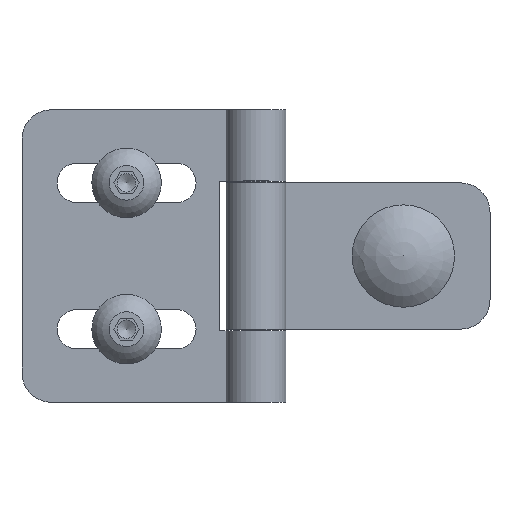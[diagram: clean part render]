
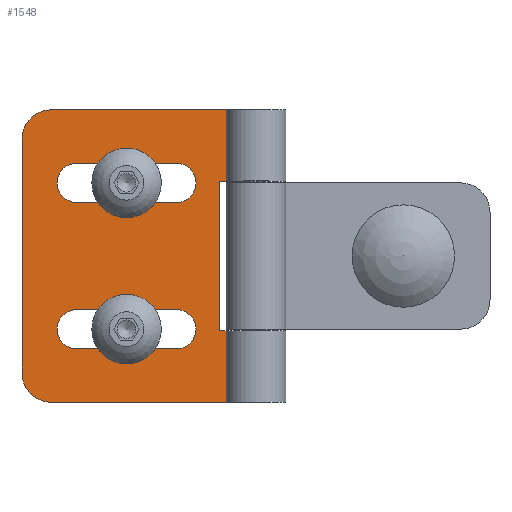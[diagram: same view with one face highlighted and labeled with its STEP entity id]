
A CAD part, top view. The second image highlights one B-rep face of the part: STEP entity #1548.
In plain terms, the highlighted face is planar.
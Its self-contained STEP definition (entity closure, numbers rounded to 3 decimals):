
#106=LINE('',#2609,#224);
#107=LINE('',#2613,#225);
#108=LINE('',#2617,#226);
#109=LINE('',#2621,#227);
#110=LINE('',#2622,#228);
#111=LINE('',#2625,#229);
#112=LINE('',#2627,#230);
#113=LINE('',#2631,#231);
#114=LINE('',#2635,#232);
#115=LINE('',#2637,#233);
#116=LINE('',#2639,#234);
#117=LINE('',#2641,#235);
#224=VECTOR('',#2094,1000.);
#225=VECTOR('',#2097,1000.);
#226=VECTOR('',#2100,1000.);
#227=VECTOR('',#2103,1000.);
#228=VECTOR('',#2104,1000.);
#229=VECTOR('',#2105,1000.);
#230=VECTOR('',#2106,1000.);
#231=VECTOR('',#2109,1000.);
#232=VECTOR('',#2112,1000.);
#233=VECTOR('',#2113,1000.);
#234=VECTOR('',#2114,1000.);
#235=VECTOR('',#2115,1000.);
#604=ORIENTED_EDGE('',*,*,#885,.F.);
#605=ORIENTED_EDGE('',*,*,#886,.F.);
#606=ORIENTED_EDGE('',*,*,#887,.F.);
#607=ORIENTED_EDGE('',*,*,#888,.F.);
#608=ORIENTED_EDGE('',*,*,#889,.F.);
#609=ORIENTED_EDGE('',*,*,#890,.F.);
#610=ORIENTED_EDGE('',*,*,#891,.F.);
#611=ORIENTED_EDGE('',*,*,#892,.F.);
#612=ORIENTED_EDGE('',*,*,#893,.F.);
#613=ORIENTED_EDGE('',*,*,#894,.T.);
#614=ORIENTED_EDGE('',*,*,#895,.T.);
#615=ORIENTED_EDGE('',*,*,#896,.T.);
#616=ORIENTED_EDGE('',*,*,#897,.F.);
#617=ORIENTED_EDGE('',*,*,#898,.T.);
#618=ORIENTED_EDGE('',*,*,#899,.F.);
#619=ORIENTED_EDGE('',*,*,#900,.T.);
#620=ORIENTED_EDGE('',*,*,#901,.F.);
#621=ORIENTED_EDGE('',*,*,#902,.F.);
#885=EDGE_CURVE('',#1051,#1052,#1144,.T.);
#886=EDGE_CURVE('',#1053,#1051,#106,.T.);
#887=EDGE_CURVE('',#1054,#1053,#1145,.T.);
#888=EDGE_CURVE('',#1052,#1054,#107,.T.);
#889=EDGE_CURVE('',#1055,#1056,#1146,.T.);
#890=EDGE_CURVE('',#1057,#1055,#108,.T.);
#891=EDGE_CURVE('',#1058,#1057,#1147,.T.);
#892=EDGE_CURVE('',#1056,#1058,#109,.T.);
#893=EDGE_CURVE('',#1059,#1060,#110,.T.);
#894=EDGE_CURVE('',#1059,#1061,#111,.T.);
#895=EDGE_CURVE('',#1061,#1062,#112,.T.);
#896=EDGE_CURVE('',#1062,#1063,#1148,.T.);
#897=EDGE_CURVE('',#1064,#1063,#113,.T.);
#898=EDGE_CURVE('',#1064,#1065,#1149,.T.);
#899=EDGE_CURVE('',#1066,#1065,#114,.T.);
#900=EDGE_CURVE('',#1066,#1067,#115,.T.);
#901=EDGE_CURVE('',#1068,#1067,#116,.T.);
#902=EDGE_CURVE('',#1060,#1068,#117,.T.);
#1051=VERTEX_POINT('',#2607);
#1052=VERTEX_POINT('',#2608);
#1053=VERTEX_POINT('',#2610);
#1054=VERTEX_POINT('',#2612);
#1055=VERTEX_POINT('',#2615);
#1056=VERTEX_POINT('',#2616);
#1057=VERTEX_POINT('',#2618);
#1058=VERTEX_POINT('',#2620);
#1059=VERTEX_POINT('',#2623);
#1060=VERTEX_POINT('',#2624);
#1061=VERTEX_POINT('',#2626);
#1062=VERTEX_POINT('',#2628);
#1063=VERTEX_POINT('',#2630);
#1064=VERTEX_POINT('',#2632);
#1065=VERTEX_POINT('',#2634);
#1066=VERTEX_POINT('',#2636);
#1067=VERTEX_POINT('',#2638);
#1068=VERTEX_POINT('',#2640);
#1144=CIRCLE('',#1752,2.7);
#1145=CIRCLE('',#1753,2.7);
#1146=CIRCLE('',#1754,2.7);
#1147=CIRCLE('',#1755,2.7);
#1148=CIRCLE('',#1756,4.);
#1149=CIRCLE('',#1757,4.);
#1258=EDGE_LOOP('',(#604,#605,#606,#607));
#1259=EDGE_LOOP('',(#608,#609,#610,#611));
#1260=EDGE_LOOP('',(#612,#613,#614,#615,#616,#617,#618,#619,#620,#621));
#1389=FACE_BOUND('',#1258,.T.);
#1390=FACE_BOUND('',#1259,.T.);
#1391=FACE_BOUND('',#1260,.T.);
#1462=PLANE('',#1751);
#1548=ADVANCED_FACE('',(#1389,#1390,#1391),#1462,.F.);
#1751=AXIS2_PLACEMENT_3D('',#2605,#2090,#2091);
#1752=AXIS2_PLACEMENT_3D('',#2606,#2092,#2093);
#1753=AXIS2_PLACEMENT_3D('',#2611,#2095,#2096);
#1754=AXIS2_PLACEMENT_3D('',#2614,#2098,#2099);
#1755=AXIS2_PLACEMENT_3D('',#2619,#2101,#2102);
#1756=AXIS2_PLACEMENT_3D('',#2629,#2107,#2108);
#1757=AXIS2_PLACEMENT_3D('',#2633,#2110,#2111);
#2090=DIRECTION('',(0.,-1.,0.));
#2091=DIRECTION('',(0.,0.,-1.));
#2092=DIRECTION('',(0.,1.,0.));
#2093=DIRECTION('',(1.,0.,0.));
#2094=DIRECTION('',(-1.,0.,0.));
#2095=DIRECTION('',(0.,1.,0.));
#2096=DIRECTION('',(1.,0.,0.));
#2097=DIRECTION('',(1.,0.,0.));
#2098=DIRECTION('',(0.,1.,0.));
#2099=DIRECTION('',(1.,0.,0.));
#2100=DIRECTION('',(-1.,0.,0.));
#2101=DIRECTION('',(0.,1.,0.));
#2102=DIRECTION('',(1.,0.,0.));
#2103=DIRECTION('',(1.,0.,0.));
#2104=DIRECTION('',(-1.,0.,0.));
#2105=DIRECTION('',(0.,0.,-1.));
#2106=DIRECTION('',(-1.,0.,0.));
#2107=DIRECTION('',(0.,1.,0.));
#2108=DIRECTION('',(1.,0.,0.));
#2109=DIRECTION('',(0.,0.,-1.));
#2110=DIRECTION('',(0.,1.,0.));
#2111=DIRECTION('',(1.,0.,0.));
#2112=DIRECTION('',(-1.,0.,0.));
#2113=DIRECTION('',(0.,0.,-1.));
#2114=DIRECTION('',(1.,0.,0.));
#2115=DIRECTION('',(0.,0.,1.));
#2605=CARTESIAN_POINT('',(-4.1,-2.,20.));
#2606=CARTESIAN_POINT('',(-24.5,-2.,-10.));
#2607=CARTESIAN_POINT('',(-24.5,-2.,-12.7));
#2608=CARTESIAN_POINT('',(-24.5,-2.,-7.3));
#2609=CARTESIAN_POINT('',(-10.9,-2.,-12.7));
#2610=CARTESIAN_POINT('',(-10.9,-2.,-12.7));
#2611=CARTESIAN_POINT('',(-10.9,-2.,-10.));
#2612=CARTESIAN_POINT('',(-10.9,-2.,-7.3));
#2613=CARTESIAN_POINT('',(-24.5,-2.,-7.3));
#2614=CARTESIAN_POINT('',(-24.5,-2.,10.));
#2615=CARTESIAN_POINT('',(-24.5,-2.,7.3));
#2616=CARTESIAN_POINT('',(-24.5,-2.,12.7));
#2617=CARTESIAN_POINT('',(-10.9,-2.,7.3));
#2618=CARTESIAN_POINT('',(-10.9,-2.,7.3));
#2619=CARTESIAN_POINT('',(-10.9,-2.,10.));
#2620=CARTESIAN_POINT('',(-10.9,-2.,12.7));
#2621=CARTESIAN_POINT('',(-24.5,-2.,12.7));
#2622=CARTESIAN_POINT('',(-4.1,-2.,-10.25));
#2623=CARTESIAN_POINT('',(-4.1,-2.,-10.25));
#2624=CARTESIAN_POINT('',(-5.,-2.,-10.25));
#2625=CARTESIAN_POINT('',(-4.1,-2.,20.));
#2626=CARTESIAN_POINT('',(-4.1,-2.,-20.));
#2627=CARTESIAN_POINT('',(-4.1,-2.,-20.));
#2628=CARTESIAN_POINT('',(-28.,-2.,-20.));
#2629=CARTESIAN_POINT('',(-28.,-2.,-16.));
#2630=CARTESIAN_POINT('',(-32.,-2.,-16.));
#2631=CARTESIAN_POINT('',(-32.,-2.,20.));
#2632=CARTESIAN_POINT('',(-32.,-2.,16.));
#2633=CARTESIAN_POINT('',(-28.,-2.,16.));
#2634=CARTESIAN_POINT('',(-28.,-2.,20.));
#2635=CARTESIAN_POINT('',(-4.1,-2.,20.));
#2636=CARTESIAN_POINT('',(-4.1,-2.,20.));
#2637=CARTESIAN_POINT('',(-4.1,-2.,20.));
#2638=CARTESIAN_POINT('',(-4.1,-2.,10.25));
#2639=CARTESIAN_POINT('',(-4.1,-2.,10.25));
#2640=CARTESIAN_POINT('',(-5.,-2.,10.25));
#2641=CARTESIAN_POINT('',(-5.,-2.,20.));
